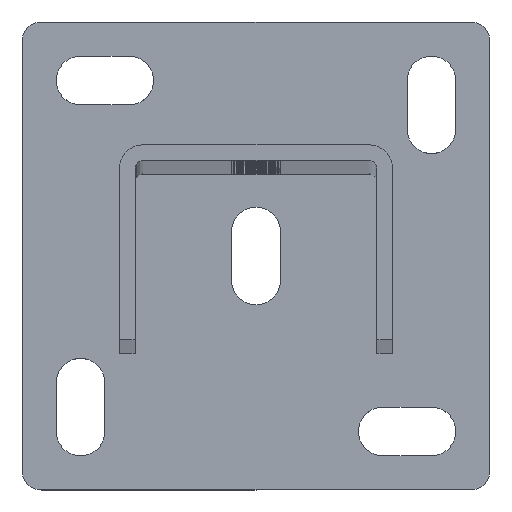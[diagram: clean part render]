
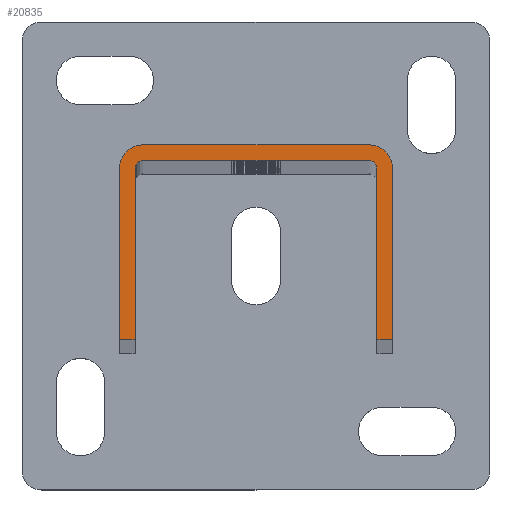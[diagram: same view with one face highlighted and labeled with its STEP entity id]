
A CAD part, top view. The second image highlights one B-rep face of the part: STEP entity #20835.
In plain terms, the highlighted planar face has unit normal (0, 0, 1).
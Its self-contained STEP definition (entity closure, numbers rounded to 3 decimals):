
#196 = CARTESIAN_POINT ( 'NONE',  ( -31., 19., 2008. ) ) ;
#223 = VECTOR ( 'NONE', #18221, 1000. ) ;
#838 = CIRCLE ( 'NONE', #15772, 2. ) ;
#1101 = VECTOR ( 'NONE', #18751, 1000. ) ;
#1138 = CARTESIAN_POINT ( 'NONE',  ( -31., -25., 2008. ) ) ;
#1587 = PLANE ( 'NONE',  #20360 ) ;
#2192 = VERTEX_POINT ( 'NONE', #16903 ) ;
#2858 = EDGE_CURVE ( 'NONE', #4145, #21835, #20033, .T. ) ;
#3073 = CARTESIAN_POINT ( 'NONE',  ( -29., 21., 2008. ) ) ;
#3168 = CARTESIAN_POINT ( 'NONE',  ( -31., -25., 2008. ) ) ;
#3299 = DIRECTION ( 'NONE',  ( 0., 1., 0. ) ) ;
#3465 = VERTEX_POINT ( 'NONE', #12435 ) ;
#3674 = ORIENTED_EDGE ( 'NONE', *, *, #16988, .T. ) ;
#3802 = VECTOR ( 'NONE', #8017, 1000. ) ;
#3976 = VECTOR ( 'NONE', #8415, 1000. ) ;
#3997 = DIRECTION ( 'NONE',  ( 1., 0., 0. ) ) ;
#4096 = ORIENTED_EDGE ( 'NONE', *, *, #5701, .F. ) ;
#4145 = VERTEX_POINT ( 'NONE', #8623 ) ;
#4265 = EDGE_CURVE ( 'NONE', #7039, #13212, #9421, .T. ) ;
#4421 = DIRECTION ( 'NONE',  ( 0., 1., 0. ) ) ;
#4545 = DIRECTION ( 'NONE',  ( 1., 0., 0. ) ) ;
#4556 = CARTESIAN_POINT ( 'NONE',  ( 35., 19., 2008. ) ) ;
#4772 = EDGE_LOOP ( 'NONE', ( #10327, #4096, #18946, #15411, #14119, #12941, #13595, #12872, #3674, #14572, #6410, #19105 ) ) ;
#4848 = EDGE_CURVE ( 'NONE', #19063, #4145, #838, .T. ) ;
#5124 = CARTESIAN_POINT ( 'NONE',  ( -29., 19., 2008. ) ) ;
#5510 = CARTESIAN_POINT ( 'NONE',  ( -35., -25., 2008. ) ) ;
#5701 = EDGE_CURVE ( 'NONE', #9671, #21835, #11532, .T. ) ;
#6140 = CARTESIAN_POINT ( 'NONE',  ( 29., 19., 2008. ) ) ;
#6410 = ORIENTED_EDGE ( 'NONE', *, *, #22113, .T. ) ;
#6460 = CARTESIAN_POINT ( 'NONE',  ( -29., 25., 2008. ) ) ;
#6508 = LINE ( 'NONE', #4556, #223 ) ;
#6604 = DIRECTION ( 'NONE',  ( 0., 0., -1. ) ) ;
#6832 = CARTESIAN_POINT ( 'NONE',  ( -29., 25., 2008. ) ) ;
#7039 = VERTEX_POINT ( 'NONE', #10526 ) ;
#7252 = VECTOR ( 'NONE', #18185, 1000. ) ;
#7255 = DIRECTION ( 'NONE',  ( -1., 0., 0. ) ) ;
#7298 = CIRCLE ( 'NONE', #15649, 6. ) ;
#7357 = EDGE_CURVE ( 'NONE', #18883, #2192, #10288, .T. ) ;
#7727 = AXIS2_PLACEMENT_3D ( 'NONE', #5124, #6604, #13668 ) ;
#8017 = DIRECTION ( 'NONE',  ( -1., 0., 0. ) ) ;
#8190 = LINE ( 'NONE', #3168, #3976 ) ;
#8415 = DIRECTION ( 'NONE',  ( -1., 0., 0. ) ) ;
#8623 = CARTESIAN_POINT ( 'NONE',  ( 31., 19., 2008. ) ) ;
#9056 = AXIS2_PLACEMENT_3D ( 'NONE', #14522, #18033, #7255 ) ;
#9129 = DIRECTION ( 'NONE',  ( 0., 0., -1. ) ) ;
#9421 = CIRCLE ( 'NONE', #9056, 6. ) ;
#9671 = VERTEX_POINT ( 'NONE', #11460 ) ;
#9760 = DIRECTION ( 'NONE',  ( 0., 0., -1. ) ) ;
#9963 = CARTESIAN_POINT ( 'NONE',  ( -31., -25., 2008. ) ) ;
#10288 = CIRCLE ( 'NONE', #7727, 2. ) ;
#10327 = ORIENTED_EDGE ( 'NONE', *, *, #2858, .T. ) ;
#10463 = LINE ( 'NONE', #11714, #18886 ) ;
#10526 = CARTESIAN_POINT ( 'NONE',  ( -35., 19., 2008. ) ) ;
#10573 = VERTEX_POINT ( 'NONE', #10693 ) ;
#10693 = CARTESIAN_POINT ( 'NONE',  ( 29., 25., 2008. ) ) ;
#11460 = CARTESIAN_POINT ( 'NONE',  ( 35., -25., 2008. ) ) ;
#11532 = LINE ( 'NONE', #16307, #3802 ) ;
#11714 = CARTESIAN_POINT ( 'NONE',  ( -35., -25., 2008. ) ) ;
#11737 = LINE ( 'NONE', #3073, #20148 ) ;
#12065 = DIRECTION ( 'NONE',  ( 0., 0., -1. ) ) ;
#12435 = CARTESIAN_POINT ( 'NONE',  ( 35., 19., 2008. ) ) ;
#12800 = VERTEX_POINT ( 'NONE', #5510 ) ;
#12872 = ORIENTED_EDGE ( 'NONE', *, *, #20824, .F. ) ;
#12941 = ORIENTED_EDGE ( 'NONE', *, *, #4265, .F. ) ;
#13205 = LINE ( 'NONE', #1138, #22045 ) ;
#13212 = VERTEX_POINT ( 'NONE', #6832 ) ;
#13296 = DIRECTION ( 'NONE',  ( -1., 0., 0. ) ) ;
#13595 = ORIENTED_EDGE ( 'NONE', *, *, #20771, .F. ) ;
#13668 = DIRECTION ( 'NONE',  ( 1., 0., 0. ) ) ;
#14119 = ORIENTED_EDGE ( 'NONE', *, *, #14686, .F. ) ;
#14522 = CARTESIAN_POINT ( 'NONE',  ( -29., 19., 2008. ) ) ;
#14572 = ORIENTED_EDGE ( 'NONE', *, *, #7357, .T. ) ;
#14616 = EDGE_CURVE ( 'NONE', #10573, #3465, #7298, .T. ) ;
#14686 = EDGE_CURVE ( 'NONE', #13212, #10573, #20133, .T. ) ;
#15289 = VERTEX_POINT ( 'NONE', #9963 ) ;
#15411 = ORIENTED_EDGE ( 'NONE', *, *, #14616, .F. ) ;
#15649 = AXIS2_PLACEMENT_3D ( 'NONE', #18277, #9760, #13296 ) ;
#15772 = AXIS2_PLACEMENT_3D ( 'NONE', #6140, #9129, #3997 ) ;
#16206 = CARTESIAN_POINT ( 'NONE',  ( 29., 21., 2008. ) ) ;
#16307 = CARTESIAN_POINT ( 'NONE',  ( 35., -25., 2008. ) ) ;
#16372 = CARTESIAN_POINT ( 'NONE',  ( 31., 19., 2008. ) ) ;
#16903 = CARTESIAN_POINT ( 'NONE',  ( -29., 21., 2008. ) ) ;
#16988 = EDGE_CURVE ( 'NONE', #15289, #18883, #13205, .T. ) ;
#17173 = FACE_OUTER_BOUND ( 'NONE', #4772, .T. ) ;
#18033 = DIRECTION ( 'NONE',  ( 0., 0., -1. ) ) ;
#18185 = DIRECTION ( 'NONE',  ( 0., -1., 0. ) ) ;
#18221 = DIRECTION ( 'NONE',  ( 0., -1., 0. ) ) ;
#18277 = CARTESIAN_POINT ( 'NONE',  ( 29., 19., 2008. ) ) ;
#18751 = DIRECTION ( 'NONE',  ( 1., 0., 0. ) ) ;
#18883 = VERTEX_POINT ( 'NONE', #196 ) ;
#18886 = VECTOR ( 'NONE', #3299, 1000. ) ;
#18946 = ORIENTED_EDGE ( 'NONE', *, *, #21442, .F. ) ;
#19063 = VERTEX_POINT ( 'NONE', #16206 ) ;
#19105 = ORIENTED_EDGE ( 'NONE', *, *, #4848, .T. ) ;
#20033 = LINE ( 'NONE', #16372, #7252 ) ;
#20133 = LINE ( 'NONE', #6460, #1101 ) ;
#20148 = VECTOR ( 'NONE', #4545, 1000. ) ;
#20360 = AXIS2_PLACEMENT_3D ( 'NONE', #20833, #12065, #20725 ) ;
#20725 = DIRECTION ( 'NONE',  ( -1., 0., 0. ) ) ;
#20771 = EDGE_CURVE ( 'NONE', #12800, #7039, #10463, .T. ) ;
#20824 = EDGE_CURVE ( 'NONE', #15289, #12800, #8190, .T. ) ;
#20833 = CARTESIAN_POINT ( 'NONE',  ( 29., 19., 2008. ) ) ;
#20835 = ADVANCED_FACE ( 'NONE', ( #17173 ), #1587, .F. ) ;
#21442 = EDGE_CURVE ( 'NONE', #3465, #9671, #6508, .T. ) ;
#21835 = VERTEX_POINT ( 'NONE', #22153 ) ;
#22045 = VECTOR ( 'NONE', #4421, 1000. ) ;
#22113 = EDGE_CURVE ( 'NONE', #2192, #19063, #11737, .T. ) ;
#22153 = CARTESIAN_POINT ( 'NONE',  ( 31., -25., 2008. ) ) ;
